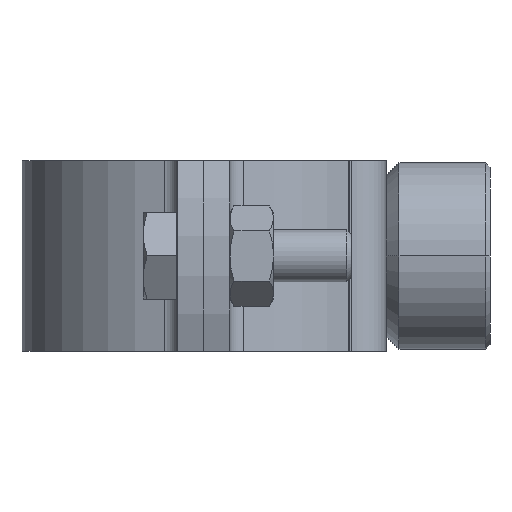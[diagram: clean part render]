
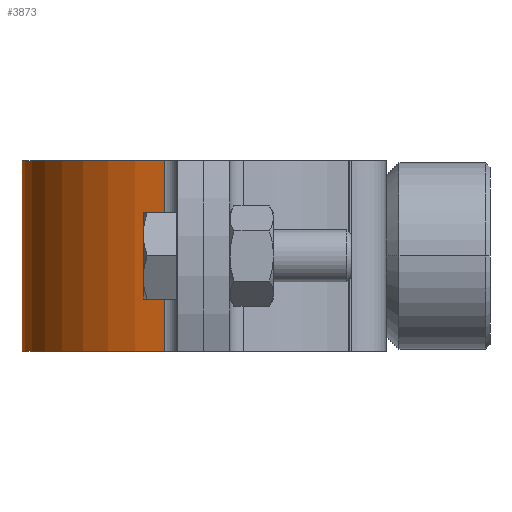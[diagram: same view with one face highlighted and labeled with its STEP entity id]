
A CAD part, left-side view. The second image highlights one B-rep face of the part: STEP entity #3873.
In plain terms, the highlighted cylindrical face has radius 21 mm (diameter 42 mm), a partial arc.
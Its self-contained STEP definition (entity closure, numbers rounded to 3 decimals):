
#27 = CARTESIAN_POINT ( 'NONE',  ( 20.498, -4.565, -11. ) ) ;
#134 = DIRECTION ( 'NONE',  ( 1., 0., 0. ) ) ;
#138 = DIRECTION ( 'NONE',  ( 0., 0., 1. ) ) ;
#139 = CARTESIAN_POINT ( 'NONE',  ( 0., 0., -11. ) ) ;
#517 = EDGE_CURVE ( 'NONE', #4111, #5746, #2839, .T. ) ;
#597 = AXIS2_PLACEMENT_3D ( 'NONE', #139, #138, #134 ) ;
#858 = CIRCLE ( 'NONE', #597, 21. ) ;
#985 = EDGE_LOOP ( 'NONE', ( #4247, #4183, #4131, #4129 ) ) ;
#1459 = EDGE_CURVE ( 'NONE', #4111, #3715, #2721, .T. ) ;
#1659 = DIRECTION ( 'NONE',  ( 0., 0., -1. ) ) ;
#1664 = CARTESIAN_POINT ( 'NONE',  ( 20.498, -4.565, 11. ) ) ;
#1665 = LINE ( 'NONE', #1664, #1845 ) ;
#1845 = VECTOR ( 'NONE', #1659, 1000. ) ;
#2148 = CARTESIAN_POINT ( 'NONE',  ( 20.498, -4.565, 11. ) ) ;
#2709 = DIRECTION ( 'NONE',  ( 0., 0., -1. ) ) ;
#2711 = CARTESIAN_POINT ( 'NONE',  ( -20.498, -4.565, 11. ) ) ;
#2721 = LINE ( 'NONE', #2711, #2859 ) ;
#2839 = CIRCLE ( 'NONE', #2938, 21. ) ;
#2859 = VECTOR ( 'NONE', #2709, 1000. ) ;
#2938 = AXIS2_PLACEMENT_3D ( 'NONE', #3871, #3870, #3867 ) ;
#2987 = EDGE_CURVE ( 'NONE', #3715, #3056, #858, .T. ) ;
#3056 = VERTEX_POINT ( 'NONE', #27 ) ;
#3715 = VERTEX_POINT ( 'NONE', #5516 ) ;
#3867 = DIRECTION ( 'NONE',  ( 1., 0., 0. ) ) ;
#3870 = DIRECTION ( 'NONE',  ( 0., 0., 1. ) ) ;
#3871 = CARTESIAN_POINT ( 'NONE',  ( 0., 0., 11. ) ) ;
#3873 = ADVANCED_FACE ( 'NONE', ( #5380 ), #5373, .T. ) ;
#4111 = VERTEX_POINT ( 'NONE', #5203 ) ;
#4129 = ORIENTED_EDGE ( 'NONE', *, *, #1459, .T. ) ;
#4131 = ORIENTED_EDGE ( 'NONE', *, *, #517, .F. ) ;
#4183 = ORIENTED_EDGE ( 'NONE', *, *, #6116, .F. ) ;
#4247 = ORIENTED_EDGE ( 'NONE', *, *, #2987, .T. ) ;
#4872 = AXIS2_PLACEMENT_3D ( 'NONE', #5370, #5365, #5364 ) ;
#5203 = CARTESIAN_POINT ( 'NONE',  ( -20.498, -4.565, 11. ) ) ;
#5364 = DIRECTION ( 'NONE',  ( -1., 0., 0. ) ) ;
#5365 = DIRECTION ( 'NONE',  ( 0., 0., -1. ) ) ;
#5370 = CARTESIAN_POINT ( 'NONE',  ( 0., 0., 11. ) ) ;
#5373 = CYLINDRICAL_SURFACE ( 'NONE', #4872, 21. ) ;
#5380 = FACE_OUTER_BOUND ( 'NONE', #985, .T. ) ;
#5516 = CARTESIAN_POINT ( 'NONE',  ( -20.498, -4.565, -11. ) ) ;
#5746 = VERTEX_POINT ( 'NONE', #2148 ) ;
#6116 = EDGE_CURVE ( 'NONE', #5746, #3056, #1665, .T. ) ;
